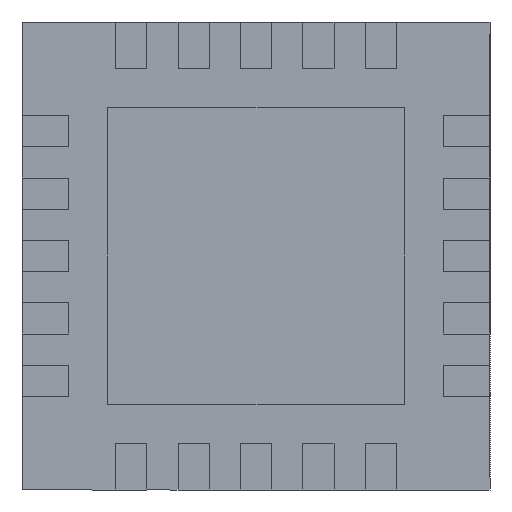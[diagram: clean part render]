
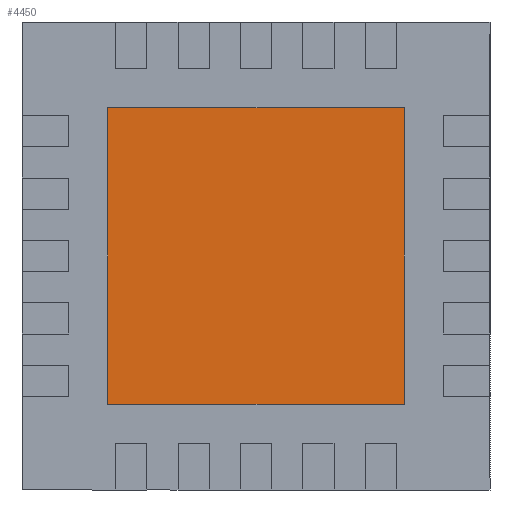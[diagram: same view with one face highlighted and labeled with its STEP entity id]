
A CAD part, front view. The second image highlights one B-rep face of the part: STEP entity #4450.
In plain terms, the highlighted planar face has unit normal (0, -1, 0).
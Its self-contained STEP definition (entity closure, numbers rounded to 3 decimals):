
#55 = CARTESIAN_POINT ( 'NONE',  ( 0.95, 0., -0.95 ) ) ;
#198 = CARTESIAN_POINT ( 'NONE',  ( -0.95, 0., -0.95 ) ) ;
#509 = CARTESIAN_POINT ( 'NONE',  ( 0., 0., 0. ) ) ;
#564 = EDGE_LOOP ( 'NONE', ( #3185, #3851, #2507, #4794 ) ) ;
#677 = CARTESIAN_POINT ( 'NONE',  ( -0.95, 0., 0.95 ) ) ;
#975 = DIRECTION ( 'NONE',  ( 1., 0., 0. ) ) ;
#1122 = CARTESIAN_POINT ( 'NONE',  ( 0.95, 0., 0.95 ) ) ;
#1208 = LINE ( 'NONE', #3913, #4732 ) ;
#1399 = VECTOR ( 'NONE', #3170, 1000. ) ;
#1615 = VERTEX_POINT ( 'NONE', #55 ) ;
#1713 = CARTESIAN_POINT ( 'NONE',  ( 0.95, 0., -0.95 ) ) ;
#1923 = VERTEX_POINT ( 'NONE', #4026 ) ;
#2018 = DIRECTION ( 'NONE',  ( 0., -1., 0. ) ) ;
#2507 = ORIENTED_EDGE ( 'NONE', *, *, #4843, .T. ) ;
#3170 = DIRECTION ( 'NONE',  ( 0., 0., 1. ) ) ;
#3185 = ORIENTED_EDGE ( 'NONE', *, *, #4000, .T. ) ;
#3294 = LINE ( 'NONE', #1713, #1399 ) ;
#3531 = PLANE ( 'NONE',  #5363 ) ;
#3851 = ORIENTED_EDGE ( 'NONE', *, *, #4331, .T. ) ;
#3913 = CARTESIAN_POINT ( 'NONE',  ( 0.95, 0., -0.95 ) ) ;
#4000 = EDGE_CURVE ( 'NONE', #5395, #4606, #4972, .T. ) ;
#4026 = CARTESIAN_POINT ( 'NONE',  ( 0.95, 0., 0.95 ) ) ;
#4331 = EDGE_CURVE ( 'NONE', #4606, #1615, #1208, .T. ) ;
#4445 = DIRECTION ( 'NONE',  ( 0., 0., -1. ) ) ;
#4450 = ADVANCED_FACE ( 'NONE', ( #5077 ), #3531, .T. ) ;
#4606 = VERTEX_POINT ( 'NONE', #198 ) ;
#4662 = VECTOR ( 'NONE', #5035, 1000. ) ;
#4732 = VECTOR ( 'NONE', #975, 1000. ) ;
#4794 = ORIENTED_EDGE ( 'NONE', *, *, #5753, .T. ) ;
#4843 = EDGE_CURVE ( 'NONE', #1615, #1923, #3294, .T. ) ;
#4972 = LINE ( 'NONE', #5912, #5133 ) ;
#5035 = DIRECTION ( 'NONE',  ( -1., 0., 0. ) ) ;
#5077 = FACE_OUTER_BOUND ( 'NONE', #564, .T. ) ;
#5133 = VECTOR ( 'NONE', #5294, 1000. ) ;
#5138 = LINE ( 'NONE', #1122, #4662 ) ;
#5294 = DIRECTION ( 'NONE',  ( 0., 0., -1. ) ) ;
#5363 = AXIS2_PLACEMENT_3D ( 'NONE', #509, #2018, #4445 ) ;
#5395 = VERTEX_POINT ( 'NONE', #677 ) ;
#5753 = EDGE_CURVE ( 'NONE', #1923, #5395, #5138, .T. ) ;
#5912 = CARTESIAN_POINT ( 'NONE',  ( -0.95, 0., -0.95 ) ) ;
